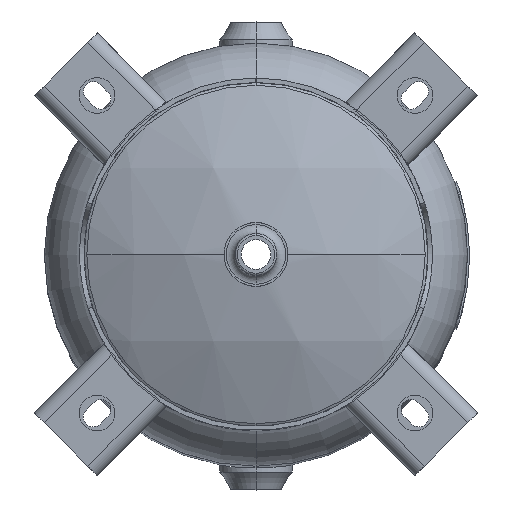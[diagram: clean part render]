
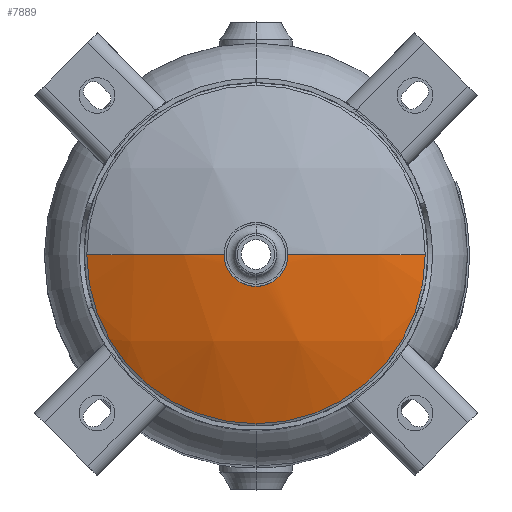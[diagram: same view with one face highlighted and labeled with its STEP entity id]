
A CAD part, top view. The second image highlights one B-rep face of the part: STEP entity #7889.
In plain terms, the highlighted spherical face has radius 274.32 mm.
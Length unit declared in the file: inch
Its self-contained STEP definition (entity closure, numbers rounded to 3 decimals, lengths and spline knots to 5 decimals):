
#176 = CIRCLE ( 'NONE', #240, 4.8 ) ;
#205 = CIRCLE ( 'NONE', #243, 0.5965 ) ;
#217 = AXIS2_PLACEMENT_3D ( 'NONE', #7110, #7111, #7112 ) ;
#221 = CIRCLE ( 'NONE', #217, 4.8 ) ;
#223 = AXIS2_PLACEMENT_3D ( 'NONE', #7105, #7106, #7107 ) ;
#233 = CIRCLE ( 'NONE', #223, 10.8 ) ;
#234 = AXIS2_PLACEMENT_3D ( 'NONE', #7099, #7100, #7101 ) ;
#240 = AXIS2_PLACEMENT_3D ( 'NONE', #3525, #3526, #3527 ) ;
#243 = AXIS2_PLACEMENT_3D ( 'NONE', #3648, #3649, #3650 ) ;
#245 = CIRCLE ( 'NONE', #234, 10.8 ) ;
#2348 = EDGE_LOOP ( 'NONE', ( #8552, #8553, #8554, #8555, #8556 ) ) ;
#3112 = CARTESIAN_POINT ( 'NONE',  ( 0., 0., 5.7 ) ) ;
#3113 = FACE_OUTER_BOUND ( 'NONE', #2348, .T. ) ;
#3115 = SPHERICAL_SURFACE ( 'NONE', #4866, 10.8 ) ;
#3118 = DIRECTION ( 'NONE',  ( 0., -1., 0. ) ) ;
#3119 = DIRECTION ( 'NONE',  ( 1., 0., 0. ) ) ;
#3525 = CARTESIAN_POINT ( 'NONE',  ( 0., 0., 15.37471 ) ) ;
#3526 = DIRECTION ( 'NONE',  ( 0., 0., -1. ) ) ;
#3527 = DIRECTION ( 'NONE',  ( 0., 1., 0. ) ) ;
#3648 = CARTESIAN_POINT ( 'NONE',  ( 0., 0., 16.48351 ) ) ;
#3649 = DIRECTION ( 'NONE',  ( 0., 0., 1. ) ) ;
#3650 = DIRECTION ( 'NONE',  ( -1., 0., 0. ) ) ;
#3809 = CARTESIAN_POINT ( 'NONE',  ( -4.8, 0., 15.37471 ) ) ;
#3828 = CARTESIAN_POINT ( 'NONE',  ( 0., -4.8, 15.37471 ) ) ;
#3833 = CARTESIAN_POINT ( 'NONE',  ( 4.8, 0., 15.37471 ) ) ;
#3857 = CARTESIAN_POINT ( 'NONE',  ( 0.5965, 0., 16.48351 ) ) ;
#3888 = CARTESIAN_POINT ( 'NONE',  ( -0.5965, 0., 16.48351 ) ) ;
#4866 = AXIS2_PLACEMENT_3D ( 'NONE', #3112, #3118, #3119 ) ;
#7099 = CARTESIAN_POINT ( 'NONE',  ( 0., 0., 5.7 ) ) ;
#7100 = DIRECTION ( 'NONE',  ( 0., 1., 0. ) ) ;
#7101 = DIRECTION ( 'NONE',  ( 0., 0., 1. ) ) ;
#7105 = CARTESIAN_POINT ( 'NONE',  ( 0., 0., 5.7 ) ) ;
#7106 = DIRECTION ( 'NONE',  ( 0., -1., 0. ) ) ;
#7107 = DIRECTION ( 'NONE',  ( 1., 0., 0. ) ) ;
#7110 = CARTESIAN_POINT ( 'NONE',  ( 0., 0., 15.37471 ) ) ;
#7111 = DIRECTION ( 'NONE',  ( 0., 0., -1. ) ) ;
#7112 = DIRECTION ( 'NONE',  ( 0., 1., 0. ) ) ;
#7889 = ADVANCED_FACE ( 'NONE', ( #3113 ), #3115, .T. ) ;
#8424 = EDGE_CURVE ( 'NONE', #9063, #9025, #245, .T. ) ;
#8426 = EDGE_CURVE ( 'NONE', #9114, #9001, #233, .T. ) ;
#8427 = EDGE_CURVE ( 'NONE', #9025, #9020, #221, .T. ) ;
#8441 = EDGE_CURVE ( 'NONE', #9020, #9001, #176, .T. ) ;
#8448 = EDGE_CURVE ( 'NONE', #9114, #9063, #205, .T. ) ;
#8552 = ORIENTED_EDGE ( 'NONE', *, *, #8448, .F. ) ;
#8553 = ORIENTED_EDGE ( 'NONE', *, *, #8426, .T. ) ;
#8554 = ORIENTED_EDGE ( 'NONE', *, *, #8441, .F. ) ;
#8555 = ORIENTED_EDGE ( 'NONE', *, *, #8427, .F. ) ;
#8556 = ORIENTED_EDGE ( 'NONE', *, *, #8424, .F. ) ;
#9001 = VERTEX_POINT ( 'NONE', #3809 ) ;
#9020 = VERTEX_POINT ( 'NONE', #3828 ) ;
#9025 = VERTEX_POINT ( 'NONE', #3833 ) ;
#9063 = VERTEX_POINT ( 'NONE', #3857 ) ;
#9114 = VERTEX_POINT ( 'NONE', #3888 ) ;
